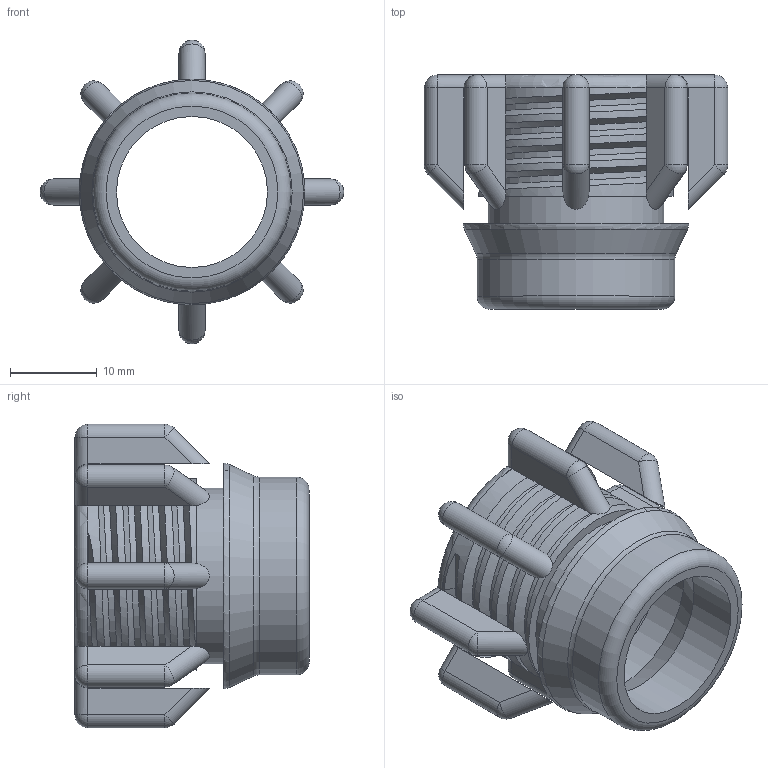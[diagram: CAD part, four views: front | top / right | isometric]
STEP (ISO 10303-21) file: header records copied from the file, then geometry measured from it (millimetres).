
FILE_DESCRIPTION(/* description */ ('Unknown','CAx-IF Rec.Pracs.---Representation and Presentation of Product Manufacturing Information (PMI)---4.0---2014-10-13','CAx-IF Rec.Pracs.---3D Tessellated Geometry---0.4---2014-09-14','2;1'),/* implementation_level */ '2;1');
FILE_NAME(/* name */ '507548_Überwurfmutter UM13-PA',/* time_stamp */ '2022-12-12T09:45:28+01:00',/* author */ ('Unknown'),/* organization */ ('Unknown'),/* preprocessor_version */ 'ST-DEVELOPER v16.7',/* originating_system */ 'Solid Edge',/* authorisation */ 'Unknown');
FILE_SCHEMA (('AP242_MANAGED_MODEL_BASED_3D_ENGINEERING_MIM_LF { 1 0 10303 442 1 1 4 }'));
Length unit declared in the file: millimetre
Products named in the file (1): 507548_Überwurfmutter UM13-PA
Bounding box: 35 x 27 x 35 mm (x, y, z)
Volume: 4607.5 mm3; surface area: 5136.3 mm2
Topology: 1 solids, 1 shells, 93 faces, 217 edges, 121 vertices
Faces by surface type: cylinder 37, plane 25, sphere 16, torus 11, bspline 2, cone 2
Full cylindrical faces by diameter (mm): 17.4 x1, 20.2 x1, 22.5 x4, 22.8 x1, 26 x2
Entity records: 3109 total; most frequent: CARTESIAN_POINT 1294, DIRECTION 383, ORIENTED_EDGE 352, EDGE_CURVE 176, AXIS2_PLACEMENT_3D 153, VERTEX_POINT 101, EDGE_LOOP 101, FACE_BOUND 101
